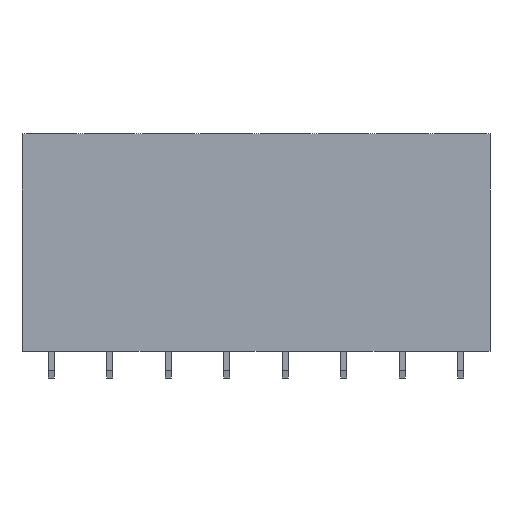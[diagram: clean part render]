
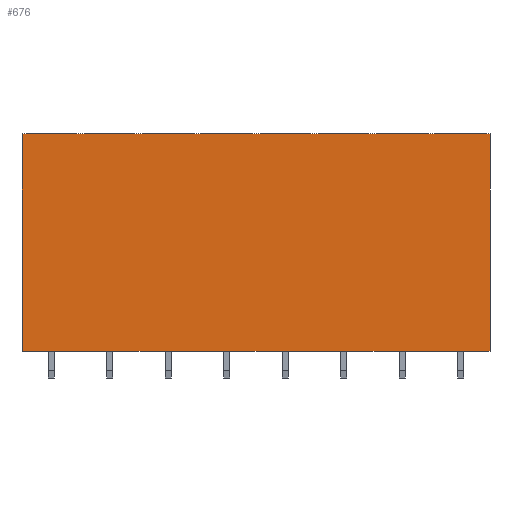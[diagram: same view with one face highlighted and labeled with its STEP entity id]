
A CAD part, front view. The second image highlights one B-rep face of the part: STEP entity #676.
In plain terms, the highlighted planar face has unit normal (0, -1, 0).
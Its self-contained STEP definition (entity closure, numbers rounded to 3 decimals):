
#649=AXIS2_PLACEMENT_3D('Plane Axis2P3D',#646,#647,#648) ;
#80=CARTESIAN_POINT('Vertex',(60.96,0.,3.5)) ;
#83=CARTESIAN_POINT('Line Origine',(30.48,0.,3.5)) ;
#87=CARTESIAN_POINT('Vertex',(0.,0.,3.5)) ;
#646=CARTESIAN_POINT('Axis2P3D Location',(0.,0.,31.8)) ;
#651=CARTESIAN_POINT('Line Origine',(60.96,0.,17.65)) ;
#655=CARTESIAN_POINT('Vertex',(60.96,0.,31.8)) ;
#658=CARTESIAN_POINT('Line Origine',(30.48,0.,31.8)) ;
#662=CARTESIAN_POINT('Vertex',(0.,0.,31.8)) ;
#665=CARTESIAN_POINT('Line Origine',(0.,0.,17.65)) ;
#84=DIRECTION('Vector Direction',(1.,0.,0.)) ;
#647=DIRECTION('Axis2P3D Direction',(0.,-1.,0.)) ;
#648=DIRECTION('Axis2P3D XDirection',(0.,-0.,-1.)) ;
#652=DIRECTION('Vector Direction',(0.,0.,-1.)) ;
#659=DIRECTION('Vector Direction',(1.,0.,0.)) ;
#666=DIRECTION('Vector Direction',(0.,0.,-1.)) ;
#85=VECTOR('Line Direction',#84,1.) ;
#653=VECTOR('Line Direction',#652,1.) ;
#660=VECTOR('Line Direction',#659,1.) ;
#667=VECTOR('Line Direction',#666,1.) ;
#671=ORIENTED_EDGE('',*,*,#657,.T.) ;
#672=ORIENTED_EDGE('',*,*,#664,.F.) ;
#673=ORIENTED_EDGE('',*,*,#669,.F.) ;
#674=ORIENTED_EDGE('',*,*,#89,.T.) ;
#676=ADVANCED_FACE('HOUSING',(#675),#650,.T.) ;
#89=EDGE_CURVE('',#88,#81,#86,.T.) ;
#657=EDGE_CURVE('',#81,#656,#654,.F.) ;
#664=EDGE_CURVE('',#663,#656,#661,.T.) ;
#669=EDGE_CURVE('',#88,#663,#668,.F.) ;
#670=EDGE_LOOP('',(#671,#672,#673,#674)) ;
#675=FACE_OUTER_BOUND('',#670,.T.) ;
#86=LINE('Line',#83,#85) ;
#654=LINE('Line',#651,#653) ;
#661=LINE('Line',#658,#660) ;
#668=LINE('Line',#665,#667) ;
#650=PLANE('',#649) ;
#81=VERTEX_POINT('',#80) ;
#88=VERTEX_POINT('',#87) ;
#656=VERTEX_POINT('',#655) ;
#663=VERTEX_POINT('',#662) ;
